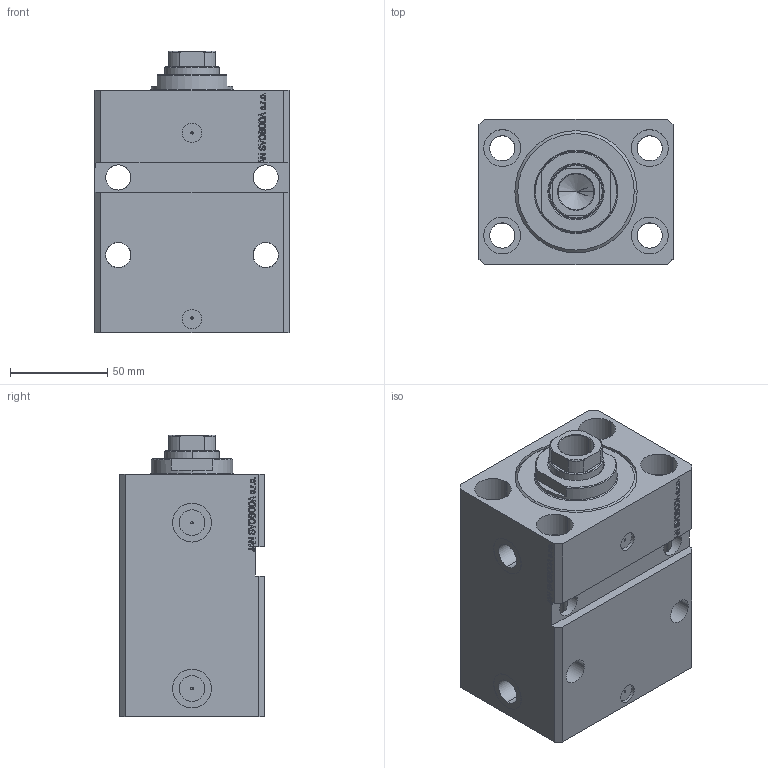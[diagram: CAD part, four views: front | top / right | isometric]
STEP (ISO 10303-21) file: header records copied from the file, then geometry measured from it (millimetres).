
FILE_DESCRIPTION (( 'STEP AP203' ), '1' );
FILE_NAME ('0aa9.STEP', '2023-10-07T21:21:05', ( '' ), ( '' ), 'SwSTEP 2.0', 'SolidWorks 2019', '' );
FILE_SCHEMA (( 'CONFIG_CONTROL_DESIGN' ));
Length unit declared in the file: millimetre
Products named in the file (4): V250CE_E_Body 92cdb0f3369a7009f69040c8dcef8c7f; 0aa9; V250CE_C_VCP 92cdb0f3369a7009f69040c8dcef8c7f; V250CE_VC_E 92cdb0f3369a7009f69040c8dcef8c7f
Assembly tree (3 placements, depth 2):
  0aa9
    V250CE_E_Body 92cdb0f3369a7009f69040c8dcef8c7f
    V250CE_C_VCP 92cdb0f3369a7009f69040c8dcef8c7f
    V250CE_VC_E 92cdb0f3369a7009f69040c8dcef8c7f
Bounding box: 100 x 75 x 145 mm (x, y, z)
Volume: 751066.2 mm3; surface area: 139761 mm2
Topology: 3 solids, 3 shells, 954 faces, 2458 edges, 1603 vertices
Faces by surface type: plane 463, bspline 357, cylinder 116, cone 12, torus 6
Entity records: 45970 total; most frequent: CARTESIAN_POINT 24712, ORIENTED_EDGE 4912, DIRECTION 3076, EDGE_CURVE 2456, VERTEX_POINT 1603, LINE 1498, VECTOR 1498, EDGE_LOOP 1093
